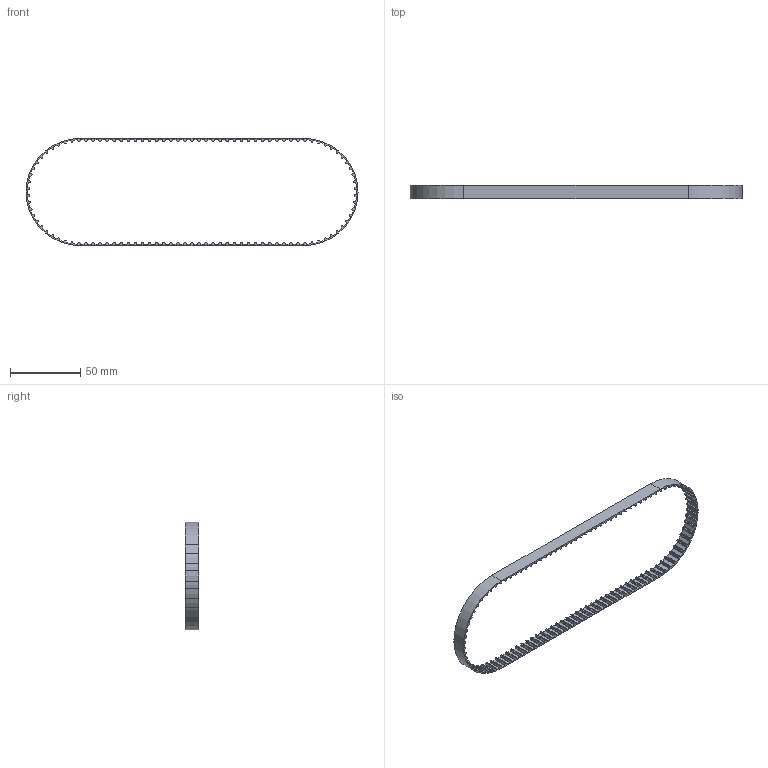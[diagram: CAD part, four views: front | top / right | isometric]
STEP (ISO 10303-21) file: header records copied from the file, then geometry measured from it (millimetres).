
FILE_DESCRIPTION (( 'STEP AP214' ), '1' );
FILE_NAME ('220XL037NG.step', '2015-04-08T23:03:51', ( '' ), ( '' ), 'SwSTEP 2.0', 'SolidWorks 2014', '' );
FILE_SCHEMA (( 'AUTOMOTIVE_DESIGN' ));
Length unit declared in the file: inch
Products named in the file (1): 220XL037NG
Bounding box: 235.91 x 9.53 x 76.2 mm (x, y, z)
Volume: 7350.8 mm3; surface area: 13598.3 mm2
Topology: 1 solids, 1 shells, 918 faces, 2748 edges, 1832 vertices
Faces by surface type: cylinder 520, plane 398
Entity records: 31336 total; most frequent: DIRECTION 5626, CARTESIAN_POINT 5499, ORIENTED_EDGE 5496, EDGE_CURVE 2748, AXIS2_PLACEMENT_3D 1959, VERTEX_POINT 1832, VECTOR 1708, LINE 1708
